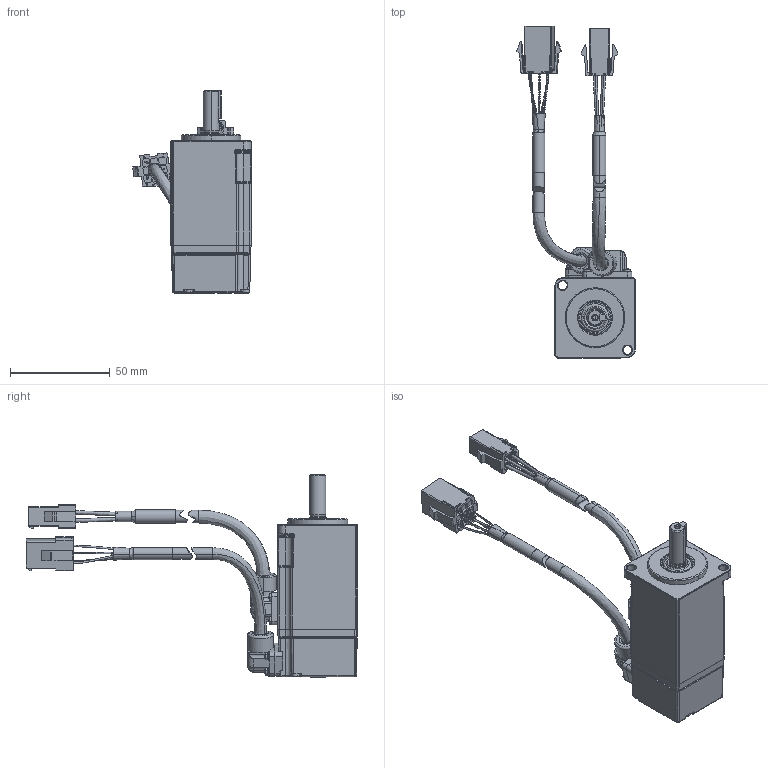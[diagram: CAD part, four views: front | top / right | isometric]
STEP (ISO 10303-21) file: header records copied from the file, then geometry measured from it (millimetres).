
FILE_DESCRIPTION (( 'STEP AP203' ), '1' );
FILE_NAME ('4030402-0034_交流永磁同步伺服电动机_DM1M-01A40L8S_A0.STEP', '2019-12-07T00:36:42', ( '微软用户' ), ( '微软中国' ), 'SwSTEP 2.0', 'SolidWorks 2018', '' );
FILE_SCHEMA (( 'CONFIG_CONTROL_DESIGN' ));
Products named in the file (1): 4030402-0034_交流永磁同步伺服电动机_DM1M-01A40L8S_A0
Bounding box: 59.49 x 166.65 x 101.6 mm (x, y, z)
Surface area: 30597 mm2 (no closed solid volume)
Topology: 0 solids, 54 shells, 1070 faces, 3682 edges, 2585 vertices
Faces by surface type: plane 507, cylinder 331, bspline 93, cone 58, torus 46, sphere 35
Entity records: 42671 total; most frequent: CARTESIAN_POINT 11928, DIRECTION 6301, ORIENTED_EDGE 5898, EDGE_CURVE 3675, VERTEX_POINT 2585, LINE 2153, VECTOR 2153, AXIS2_PLACEMENT_3D 2074
